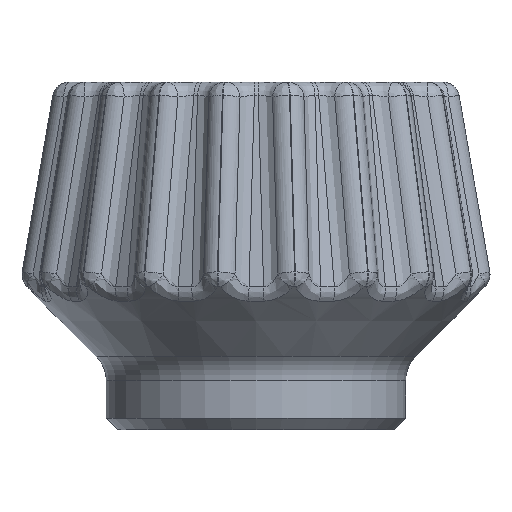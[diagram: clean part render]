
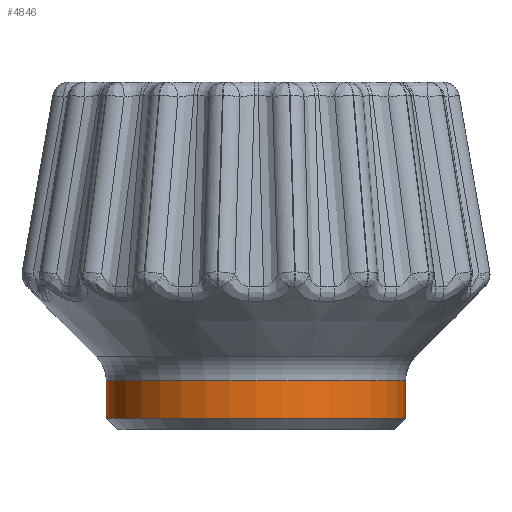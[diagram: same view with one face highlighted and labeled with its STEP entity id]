
A CAD part, front view. The second image highlights one B-rep face of the part: STEP entity #4846.
In plain terms, the highlighted cylindrical face has radius 6.5 mm (diameter 13 mm), a full revolution.
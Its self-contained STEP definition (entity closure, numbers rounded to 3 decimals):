
#760=CYLINDRICAL_SURFACE('',#5215,6.5);
#769=FACE_OUTER_BOUND('',#1118,.T.);
#1118=EDGE_LOOP('',(#3220,#3221,#3222,#3223,#3224));
#1465=LINE('',#6418,#1546);
#1546=VECTOR('',#5602,6.5);
#1629=CIRCLE('',#5213,6.5);
#1630=CIRCLE('',#5214,6.5);
#1631=CIRCLE('',#5216,6.5);
#1935=VERTEX_POINT('',#6411);
#1936=VERTEX_POINT('',#6413);
#1937=VERTEX_POINT('',#6417);
#2402=EDGE_CURVE('',#1935,#1936,#1629,.T.);
#2403=EDGE_CURVE('',#1936,#1935,#1630,.T.);
#2404=EDGE_CURVE('',#1936,#1937,#1465,.T.);
#2405=EDGE_CURVE('',#1937,#1937,#1631,.T.);
#3220=ORIENTED_EDGE('',*,*,#2402,.F.);
#3221=ORIENTED_EDGE('',*,*,#2403,.F.);
#3222=ORIENTED_EDGE('',*,*,#2404,.T.);
#3223=ORIENTED_EDGE('',*,*,#2405,.F.);
#3224=ORIENTED_EDGE('',*,*,#2404,.F.);
#4846=ADVANCED_FACE('',(#769),#760,.T.);
#5213=AXIS2_PLACEMENT_3D('',#6414,#5596,#5597);
#5214=AXIS2_PLACEMENT_3D('',#6415,#5598,#5599);
#5215=AXIS2_PLACEMENT_3D('',#6416,#5600,#5601);
#5216=AXIS2_PLACEMENT_3D('',#6419,#5603,#5604);
#5596=DIRECTION('center_axis',(0.,0.,-1.));
#5597=DIRECTION('ref_axis',(1.,0.,0.));
#5598=DIRECTION('center_axis',(0.,0.,-1.));
#5599=DIRECTION('ref_axis',(1.,0.,0.));
#5600=DIRECTION('center_axis',(0.,0.,-1.));
#5601=DIRECTION('ref_axis',(-1.,0.,0.));
#5602=DIRECTION('',(0.,0.,1.));
#5603=DIRECTION('center_axis',(0.,0.,1.));
#5604=DIRECTION('ref_axis',(1.,0.,0.));
#6411=CARTESIAN_POINT('',(-6.5,0.,0.5));
#6413=CARTESIAN_POINT('',(6.5,0.,0.5));
#6414=CARTESIAN_POINT('Origin',(0.,0.,0.5));
#6415=CARTESIAN_POINT('Origin',(0.,0.,0.5));
#6416=CARTESIAN_POINT('Origin',(0.,0.,1.375));
#6417=CARTESIAN_POINT('',(6.5,0.,2.129));
#6418=CARTESIAN_POINT('',(6.5,0.,1.375));
#6419=CARTESIAN_POINT('Origin',(0.,0.,2.129));
